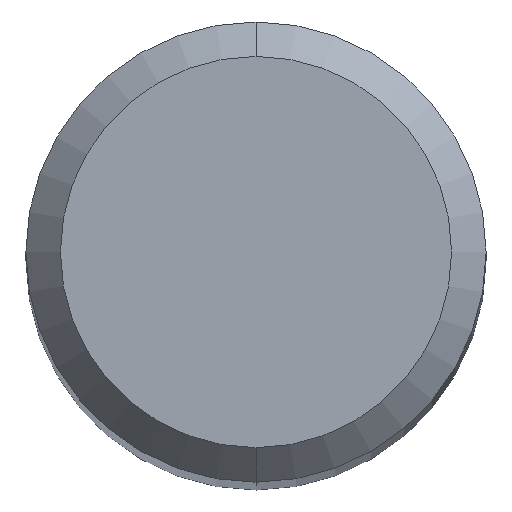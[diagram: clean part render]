
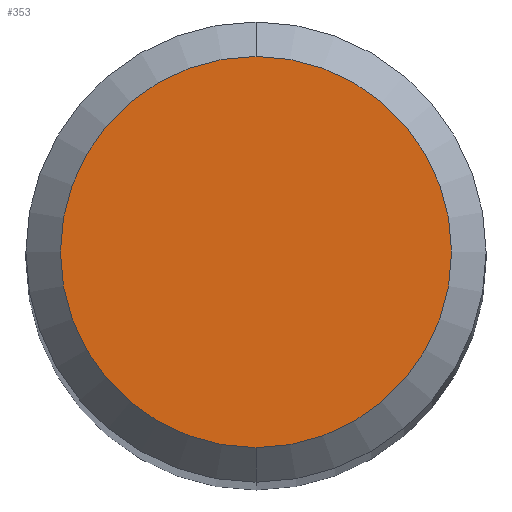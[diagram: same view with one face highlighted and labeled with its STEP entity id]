
A CAD part, top view. The second image highlights one B-rep face of the part: STEP entity #353.
In plain terms, the highlighted planar face has unit normal (0, 0, 1).
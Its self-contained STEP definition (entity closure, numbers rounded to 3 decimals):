
#293=VERTEX_POINT('',#618);
#353=ADVANCED_FACE('',(#684),#685,.T.);
#407=VERTEX_POINT('',#745);
#425=EDGE_CURVE('',#407,#293,#764,.T.);
#431=EDGE_CURVE('',#293,#407,#771,.T.);
#618=CARTESIAN_POINT('',(0.0,1.7,0.0));
#684=FACE_OUTER_BOUND('',#1165,.T.);
#685=PLANE('',#1166);
#745=CARTESIAN_POINT('',(0.,-1.7,0.0));
#764=CIRCLE('',#1341,1.7);
#771=CIRCLE('',#1376,1.7);
#1165=EDGE_LOOP('',(#1690,#1691));
#1166=AXIS2_PLACEMENT_3D('',#1692,#1693,#1694);
#1341=AXIS2_PLACEMENT_3D('',#1775,#1776,#1777);
#1376=AXIS2_PLACEMENT_3D('',#1786,#1787,#1788);
#1690=ORIENTED_EDGE('',*,*,#431,.F.);
#1691=ORIENTED_EDGE('',*,*,#425,.F.);
#1692=CARTESIAN_POINT('',(0.0,0.85,0.0));
#1693=DIRECTION('',(-0.0,0.0,1.0));
#1694=DIRECTION('',(0.0,-1.0,0.0));
#1775=CARTESIAN_POINT('',(0.0,0.0,0.0));
#1776=DIRECTION('',(0.0,0.0,-1.0));
#1777=DIRECTION('',(0.0,1.0,0.0));
#1786=CARTESIAN_POINT('',(0.0,0.0,0.0));
#1787=DIRECTION('',(0.0,0.0,-1.0));
#1788=DIRECTION('',(0.0,1.0,0.0));
